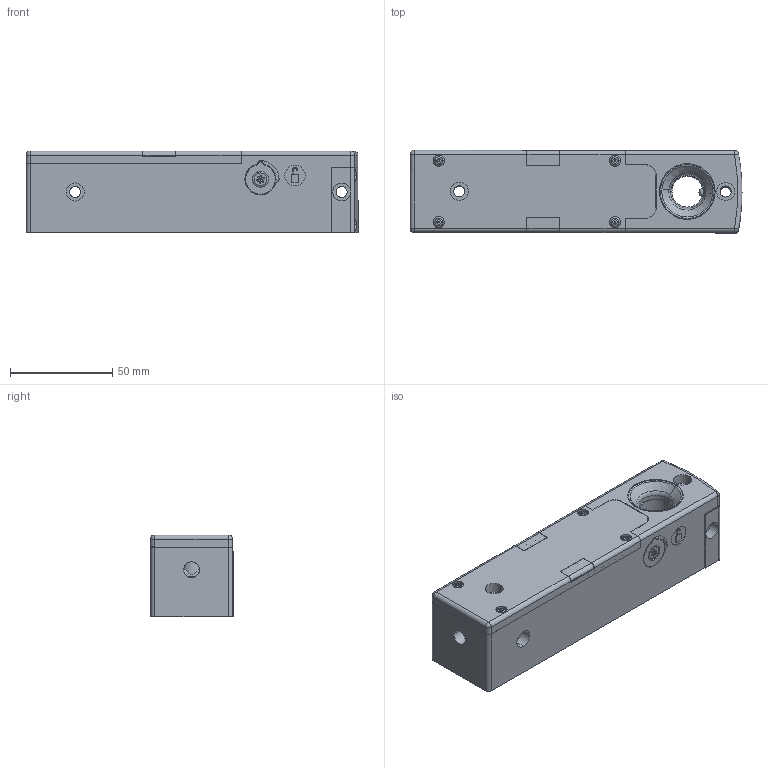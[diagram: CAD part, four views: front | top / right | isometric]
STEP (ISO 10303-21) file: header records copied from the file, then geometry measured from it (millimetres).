
FILE_DESCRIPTION (( 'STEP AP203' ), '1' );
FILE_NAME ('FINAL ASSSEMBLY SWITCH.STEP', '2022-11-15T12:13:47', ( '' ), ( '' ), 'SwSTEP 2.0', 'SolidWorks 2021', '' );
FILE_SCHEMA (( 'CONFIG_CONTROL_DESIGN' ));
Length unit declared in the file: millimetre
Products named in the file (22): 381.709.0 ball catch moulding; end cap1; 381.700.0 body screwed lid; 381.713.0 override bush moulding; 381.717.0 solenoid indicator moulding; 381.714.0 actuator guide; 381.701.0 lid screwed lid; PLASTEC SCREW - 3.0 16 prst30 Z100; 381.712.0 override plunger moulding; 381.711.0 e stop cam; 381.720.0 sealing ring; bac4 solenoid final; PLASTEC SCREW - 3.0 14 prst30 Z100; T20x10 TORX; pcb; 381.703 solenoid plunger version 3; M4 CAPHEAD; split pin; FINAL ASSSEMBLY SWITCH; 381.715.0 boot moulding; 381.710.0 ball catch plunger; 381.707.0 lens moulding
Assembly tree (30 placements, depth 2):
  FINAL ASSSEMBLY SWITCH
    bac4 solenoid final
    381.717.0 solenoid indicator moulding
    split pin
    381.720.0 sealing ring
    381.715.0 boot moulding
    end cap1
    381.710.0 ball catch plunger
    381.709.0 ball catch moulding
    PLASTEC SCREW - 3.0 16 prst30 Z100  x6
    381.714.0 actuator guide
    381.711.0 e stop cam
    381.713.0 override bush moulding  x2
    T20x10 TORX  x2
    381.712.0 override plunger moulding
    381.707.0 lens moulding  x2
    pcb
    M4 CAPHEAD
    381.703 solenoid plunger version 3
    PLASTEC SCREW - 3.0 14 prst30 Z100  x2
    381.700.0 body screwed lid
    381.701.0 lid screwed lid
Bounding box: 162 x 40.53 x 40 mm (x, y, z)
Volume: 183640.9 mm3; surface area: 107935.2 mm2
Topology: 36 solids, 36 shells, 2830 faces, 7707 edges, 5057 vertices
Faces by surface type: plane 1719, cylinder 974, torus 55, cone 50, bspline 26, sphere 6
Entity records: 87299 total; most frequent: CARTESIAN_POINT 23190, ORIENTED_EDGE 13112, DIRECTION 12578, EDGE_CURVE 6556, VECTOR 4584, LINE 4584, VERTEX_POINT 4304, AXIS2_PLACEMENT_3D 3997
